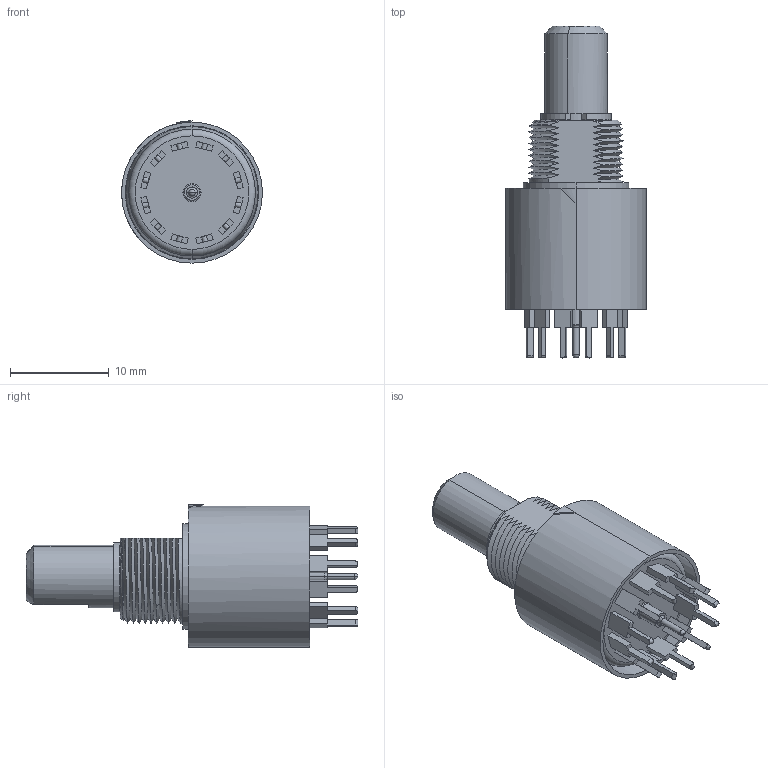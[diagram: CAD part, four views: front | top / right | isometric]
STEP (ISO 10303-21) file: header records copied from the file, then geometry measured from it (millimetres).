
FILE_DESCRIPTION((''),'2;1');
FILE_NAME('51KPT30-01-1-XX','2010-09-01T',('Administrator'),(''),'PRO/ENGINEER BY PARAMETRIC TECHNOLOGY CORPORATION, 2006200','PRO/ENGINEER BY PARAMETRIC TECHNOLOGY CORPORATION, 2006200','');
FILE_SCHEMA(('CONFIG_CONTROL_DESIGN'));
Length unit declared in the file: inch
Products named in the file (1): 51KPT30-01-1-XX
Bounding box: 14.27 x 33.6 x 14.4 mm (x, y, z)
Volume: 1460.2 mm3; surface area: 3079.4 mm2
Topology: 3 solids, 3 shells, 874 faces, 2427 edges, 1613 vertices
Faces by surface type: plane 745, cylinder 83, bspline 26, cone 12, torus 6, sphere 2
Entity records: 39622 total; most frequent: CARTESIAN_POINT 8053, ORIENTED_EDGE 4850, DIRECTION 4249, EDGE_CURVE 2425, VECTOR 2107, LINE 2107, VERTEX_POINT 1613, FILL_AREA_STYLE_COLOUR 1481
